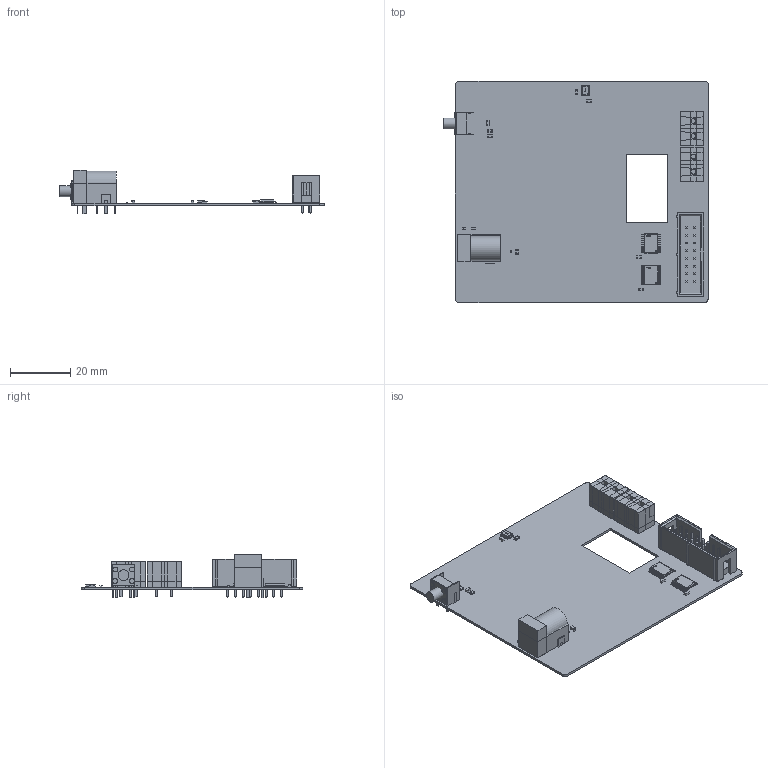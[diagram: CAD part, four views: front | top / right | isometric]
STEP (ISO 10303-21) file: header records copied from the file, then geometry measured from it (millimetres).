
FILE_DESCRIPTION(('Open CASCADE Model'),'2;1');
FILE_NAME('Open CASCADE Shape Model','2025-12-31T09:24:22',('Author'),( 'Open CASCADE'),'Open CASCADE STEP processor 7.5','Open CASCADE 7.5' ,'Unknown');
FILE_SCHEMA(('AUTOMOTIVE_DESIGN { 1 0 10303 214 1 1 1 1 }'));
Length unit declared in the file: millimetre
Products named in the file (145): PCB; Board; Open CASCADE STEP translator 7.5 5.1.1; H2; 6579807120; Extruded; 6579806880; Cylinder; 6579806720; 6579806480; 6579806240; 6579806080; 6579805920; 6579805760; 6579805600; 6579805440; 6579805280; 6579804800; C3; 6867002240; Terminal; Open CASCADE STEP translator 6.8 23.1.1; Open CASCADE STEP translator 6.8 23.1.2; Mid_Body; Open CASCADE STEP translator 6.8 23.2.1; C2; U4; IC_TDK_InvenSense_ICS-43434_eec; 1; 2; 3; circle; TDK Logo; R4; 6434084656; Open CASCADE STEP translator 6.8 30.2.1; Mark; C4; 8501963488; U3 ...
Assembly tree (198 placements, depth 5):
  PCB
    Board
      Open CASCADE STEP translator 7.5 5.1.1
    H2
      6579807120  x2
        Extruded
      6579806880
        Cylinder
      6579806720  x4
        Extruded
      6579806480  x4
        Extruded
      6579806240
        Extruded
      6579806080
        Extruded
      6579805920
        Extruded
      6579805760
        Extruded
      6579805600
        Extruded
      6579805440
        Extruded
      6579805280
        Extruded
      6579804800
        Cylinder
    C3
      6867002240
        Terminal
          Open CASCADE STEP translator 6.8 23.1.1
          Open CASCADE STEP translator 6.8 23.1.2
        Mid_Body
          Open CASCADE STEP translator 6.8 23.2.1
    C2
      6867002240
        Terminal
          Open CASCADE STEP translator 6.8 23.1.1
          Open CASCADE STEP translator 6.8 23.1.2
        Mid_Body
          Open CASCADE STEP translator 6.8 23.2.1
    U4
      IC_TDK_InvenSense_ICS-43434_eec
        1
        2
        3
        circle
        TDK Logo
    R4
      6434084656
        Mid_Body
        Terminal  x2
          Open CASCADE STEP translator 6.8 30.2.1
        Mark
    C4
      8501963488
        Terminal
          Open CASCADE STEP translator 6.8 23.1.1
          Open CASCADE STEP translator 6.8 23.1.2
Bounding box: 87.5 x 73.22 x 14.5 mm (x, y, z)
Volume: 9914.5 mm3; surface area: 19416.3 mm2
Topology: 216 solids, 216 shells, 2908 faces, 7011 edges, 4499 vertices
Faces by surface type: plane 1970, cylinder 462, bspline 356, sphere 74, torus 46
Full cylindrical faces by diameter (mm): 0.033 x1, 0.275 x2, 0.3 x1, 0.4 x2, 0.8 x6, 1.025 x1, 1.6 x8, 1.625 x1, 3.6 x1, 8.2 x1
Entity records: 51050 total; most frequent: CARTESIAN_POINT 10822, ORIENTED_EDGE 7504, DIRECTION 7326, EDGE_CURVE 3752, LINE 2760, VECTOR 2760, VERTEX_POINT 2367, AXIS2_PLACEMENT_3D 2283
